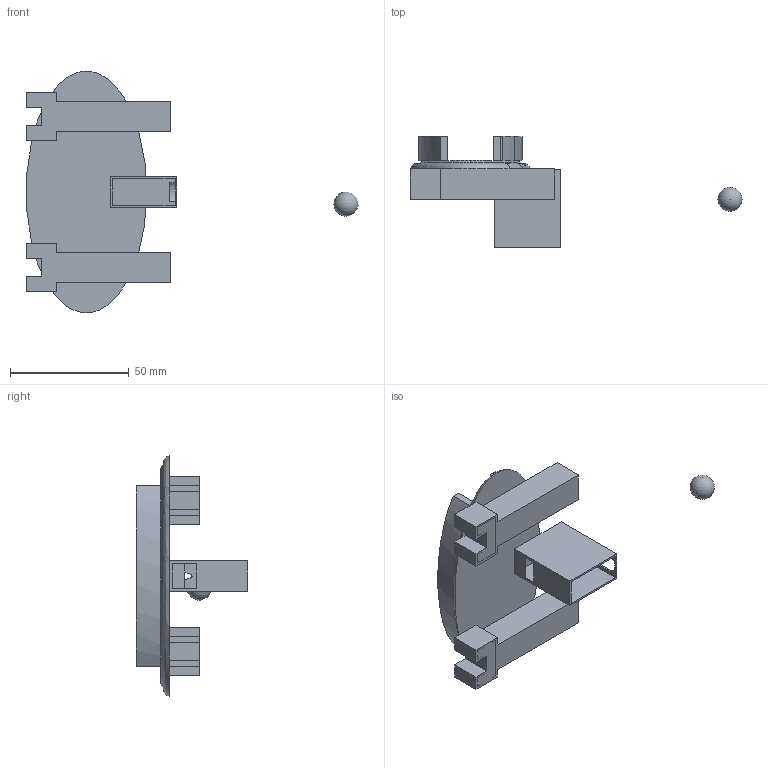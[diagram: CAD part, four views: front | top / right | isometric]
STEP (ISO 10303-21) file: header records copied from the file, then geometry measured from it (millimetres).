
FILE_DESCRIPTION(/* description */ ('','CAx-IF Rec.Pracs.---Representation and Presentation of Product Manufacturing Information (PMI)---4.0---2014-10-13'),/* implementation_level */ '2;1');
FILE_NAME(/* name */ 'Ball + plate.step',/* time_stamp */ '2025-03-25T20:45:09-04:00',/* author */ (''),/* organization */ (''),/* preprocessor_version */ 'ST-DEVELOPER v20',/* originating_system */ 'Autodesk Translation Framework v13.20.0.188',/* authorisation */ '');
FILE_SCHEMA (('AP242_MANAGED_MODEL_BASED_3D_ENGINEERING_MIM_LF { 1 0 10303 442 1 1 4 }'));
Length unit declared in the file: inch
Products named in the file (3): Aperx; Component1; Component2
Assembly tree (2 placements, depth 2):
  Aperx
    Component1
    Component2
Bounding box: 139.66 x 46.74 x 101.56 mm (x, y, z)
Volume: 24030.5 mm3; surface area: 31428.4 mm2
Topology: 6 solids, 9 shells, 172 faces, 427 edges, 266 vertices
Faces by surface type: plane 117, bspline 51, sphere 2, cylinder 2
Entity records: 8081 total; most frequent: CARTESIAN_POINT 4177, ORIENTED_EDGE 846, DIRECTION 673, EDGE_CURVE 423, LINE 289, VECTOR 289, VERTEX_POINT 266, AXIS2_PLACEMENT_3D 192
